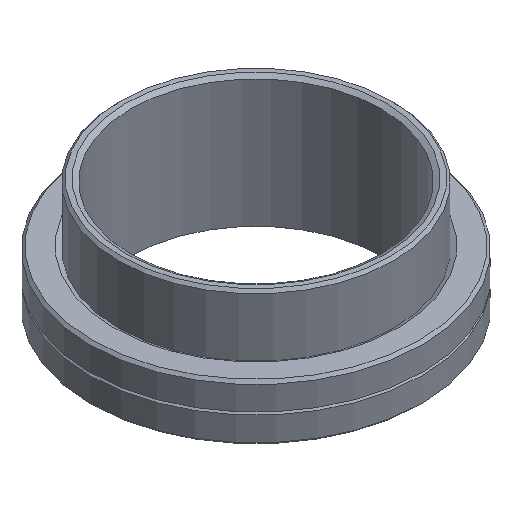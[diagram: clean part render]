
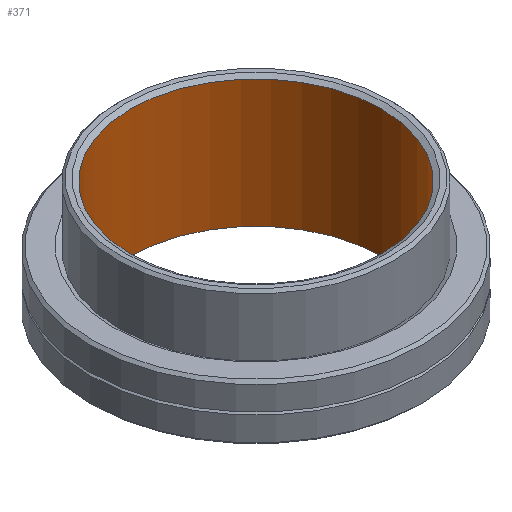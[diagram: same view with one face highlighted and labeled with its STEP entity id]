
A CAD part, isometric view. The second image highlights one B-rep face of the part: STEP entity #371.
In plain terms, the highlighted cylindrical face has radius 12.002 mm (diameter 24.003 mm), a full revolution.
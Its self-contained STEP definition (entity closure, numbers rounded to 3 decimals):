
#29=CYLINDRICAL_SURFACE('',#419,12.002);
#38=FACE_OUTER_BOUND('',#62,.T.);
#62=EDGE_LOOP('',(#251,#252,#253,#254,#255));
#92=LINE('',#616,#110);
#110=VECTOR('',#493,12.002);
#129=CIRCLE('',#416,12.002);
#131=CIRCLE('',#418,12.002);
#132=CIRCLE('',#420,12.002);
#159=VERTEX_POINT('',#607);
#160=VERTEX_POINT('',#608);
#162=VERTEX_POINT('',#615);
#192=EDGE_CURVE('',#159,#160,#129,.T.);
#195=EDGE_CURVE('',#160,#159,#131,.T.);
#196=EDGE_CURVE('',#159,#162,#92,.T.);
#197=EDGE_CURVE('',#162,#162,#132,.T.);
#251=ORIENTED_EDGE('',*,*,#192,.F.);
#252=ORIENTED_EDGE('',*,*,#196,.T.);
#253=ORIENTED_EDGE('',*,*,#197,.T.);
#254=ORIENTED_EDGE('',*,*,#196,.F.);
#255=ORIENTED_EDGE('',*,*,#195,.F.);
#371=ADVANCED_FACE('',(#38),#29,.F.);
#416=AXIS2_PLACEMENT_3D('',#609,#484,#485);
#418=AXIS2_PLACEMENT_3D('',#613,#489,#490);
#419=AXIS2_PLACEMENT_3D('',#614,#491,#492);
#420=AXIS2_PLACEMENT_3D('',#617,#494,#495);
#484=DIRECTION('center_axis',(0.,0.,1.));
#485=DIRECTION('ref_axis',(0.,-1.,0.));
#489=DIRECTION('center_axis',(0.,0.,1.));
#490=DIRECTION('ref_axis',(0.,-1.,0.));
#491=DIRECTION('center_axis',(0.,0.,1.));
#492=DIRECTION('ref_axis',(0.,-1.,0.));
#493=DIRECTION('',(0.,0.,1.));
#494=DIRECTION('center_axis',(0.,0.,1.));
#495=DIRECTION('ref_axis',(0.,-1.,0.));
#607=CARTESIAN_POINT('',(0.,12.002,-12.446));
#608=CARTESIAN_POINT('',(0.,-12.002,-12.446));
#609=CARTESIAN_POINT('Origin',(0.,0.,
-12.446));
#613=CARTESIAN_POINT('Origin',(0.,0.,
-12.446));
#614=CARTESIAN_POINT('Origin',(0.,0.,
0.));
#615=CARTESIAN_POINT('',(0.,12.002,-0.254));
#616=CARTESIAN_POINT('',(0.,12.002,0.));
#617=CARTESIAN_POINT('Origin',(0.,0.,
-0.254));
